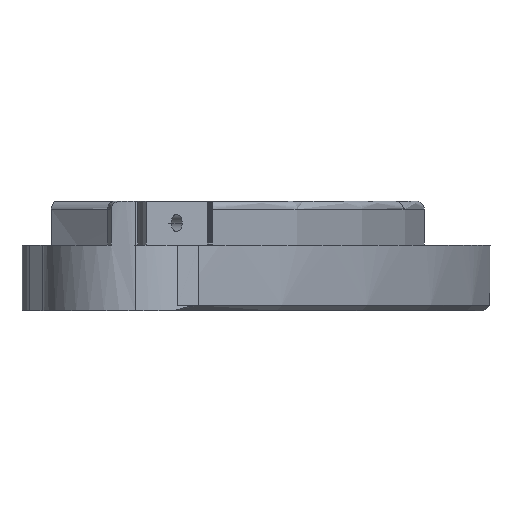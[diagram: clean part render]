
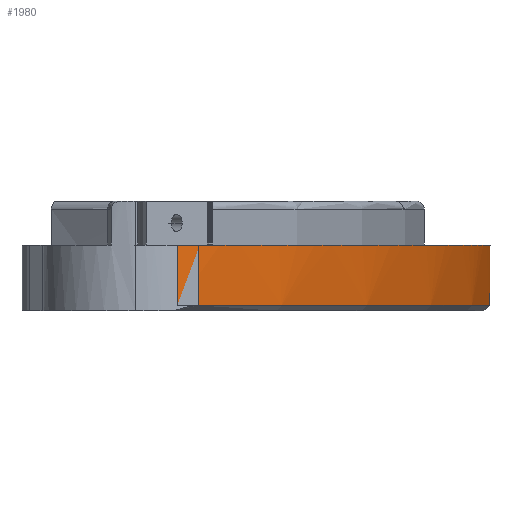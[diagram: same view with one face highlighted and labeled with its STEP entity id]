
A CAD part, front view. The second image highlights one B-rep face of the part: STEP entity #1980.
In plain terms, the highlighted cylindrical face has radius 180 mm (diameter 360 mm), a partial arc.
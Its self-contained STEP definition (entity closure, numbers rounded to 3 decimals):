
#176 = VERTEX_POINT ( 'NONE', #2142 ) ;
#316 = CYLINDRICAL_SURFACE ( 'NONE', #427, 180. ) ;
#427 = AXIS2_PLACEMENT_3D ( 'NONE', #1661, #6601, #7358 ) ;
#578 = CARTESIAN_POINT ( 'NONE',  ( 109.121, 139.639, -4.584 ) ) ;
#700 = CARTESIAN_POINT ( 'NONE',  ( 131.519, 119.379, 1.416 ) ) ;
#739 = FACE_OUTER_BOUND ( 'NONE', #6688, .T. ) ;
#783 = VERTEX_POINT ( 'NONE', #7687 ) ;
#1026 = CARTESIAN_POINT ( 'NONE',  ( 0., -3.513, 1.416 ) ) ;
#1043 = ORIENTED_EDGE ( 'NONE', *, *, #2557, .F. ) ;
#1078 = VECTOR ( 'NONE', #6185, 1000. ) ;
#1089 = ORIENTED_EDGE ( 'NONE', *, *, #7962, .F. ) ;
#1105 = ORIENTED_EDGE ( 'NONE', *, *, #4731, .T. ) ;
#1334 = VECTOR ( 'NONE', #5701, 1000. ) ;
#1498 = DIRECTION ( 'NONE',  ( 0., 1., 0. ) ) ;
#1661 = CARTESIAN_POINT ( 'NONE',  ( 0., -3.513, -4.584 ) ) ;
#1693 = CARTESIAN_POINT ( 'NONE',  ( 122.966, -134.964, 7.416 ) ) ;
#1769 = EDGE_CURVE ( 'NONE', #2344, #176, #3643, .T. ) ;
#1854 = CARTESIAN_POINT ( 'NONE',  ( 122.966, -134.964, -4.584 ) ) ;
#1883 = VERTEX_POINT ( 'NONE', #700 ) ;
#1980 = ADVANCED_FACE ( 'NONE', ( #739 ), #316, .T. ) ;
#2142 = CARTESIAN_POINT ( 'NONE',  ( 109.121, 139.639, 7.416 ) ) ;
#2198 = CARTESIAN_POINT ( 'NONE',  ( 109.121, 139.639, 1.416 ) ) ;
#2202 = CARTESIAN_POINT ( 'NONE',  ( 131.519, 119.379, 1.416 ) ) ;
#2340 = DIRECTION ( 'NONE',  ( 0., 0., 1. ) ) ;
#2344 = VERTEX_POINT ( 'NONE', #2198 ) ;
#2402 = EDGE_CURVE ( 'NONE', #3623, #783, #7114, .T. ) ;
#2557 = EDGE_CURVE ( 'NONE', #783, #5227, #3166, .T. ) ;
#3166 = LINE ( 'NONE', #1854, #1334 ) ;
#3192 = VECTOR ( 'NONE', #4754, 1000. ) ;
#3500 = DIRECTION ( 'NONE',  ( 0., 0., 1. ) ) ;
#3623 = VERTEX_POINT ( 'NONE', #6807 ) ;
#3643 = LINE ( 'NONE', #578, #1078 ) ;
#4554 = AXIS2_PLACEMENT_3D ( 'NONE', #5280, #4653, #4702 ) ;
#4653 = DIRECTION ( 'NONE',  ( 0., 0., -1. ) ) ;
#4702 = DIRECTION ( 'NONE',  ( 0., 1., 0. ) ) ;
#4708 = CARTESIAN_POINT ( 'NONE',  ( 0., -3.513, 7.416 ) ) ;
#4731 = EDGE_CURVE ( 'NONE', #1883, #2344, #5232, .T. ) ;
#4754 = DIRECTION ( 'NONE',  ( 0., 0., -1. ) ) ;
#5227 = VERTEX_POINT ( 'NONE', #1693 ) ;
#5232 = CIRCLE ( 'NONE', #7391, 180. ) ;
#5280 = CARTESIAN_POINT ( 'NONE',  ( 0., -3.513, -3.584 ) ) ;
#5701 = DIRECTION ( 'NONE',  ( 0., 0., 1. ) ) ;
#5843 = CIRCLE ( 'NONE', #7735, 180. ) ;
#6141 = ORIENTED_EDGE ( 'NONE', *, *, #2402, .F. ) ;
#6185 = DIRECTION ( 'NONE',  ( 0., 0., 1. ) ) ;
#6543 = DIRECTION ( 'NONE',  ( 0., 1., 0. ) ) ;
#6601 = DIRECTION ( 'NONE',  ( 0., 0., 1. ) ) ;
#6688 = EDGE_LOOP ( 'NONE', ( #7770, #1089, #1043, #6141, #7550, #1105 ) ) ;
#6807 = CARTESIAN_POINT ( 'NONE',  ( 131.519, 119.379, -3.584 ) ) ;
#7114 = CIRCLE ( 'NONE', #4554, 180. ) ;
#7358 = DIRECTION ( 'NONE',  ( 0., -1., 0. ) ) ;
#7391 = AXIS2_PLACEMENT_3D ( 'NONE', #1026, #2340, #1498 ) ;
#7550 = ORIENTED_EDGE ( 'NONE', *, *, #8069, .F. ) ;
#7687 = CARTESIAN_POINT ( 'NONE',  ( 122.966, -134.964, -3.584 ) ) ;
#7735 = AXIS2_PLACEMENT_3D ( 'NONE', #4708, #3500, #6543 ) ;
#7770 = ORIENTED_EDGE ( 'NONE', *, *, #1769, .T. ) ;
#7948 = LINE ( 'NONE', #2202, #3192 ) ;
#7962 = EDGE_CURVE ( 'NONE', #5227, #176, #5843, .T. ) ;
#8069 = EDGE_CURVE ( 'NONE', #1883, #3623, #7948, .T. ) ;
